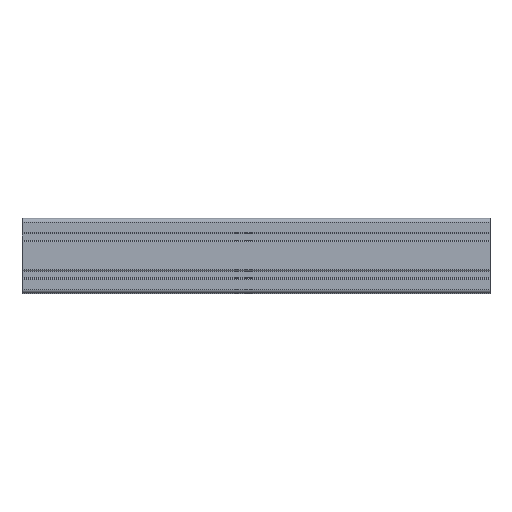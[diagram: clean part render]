
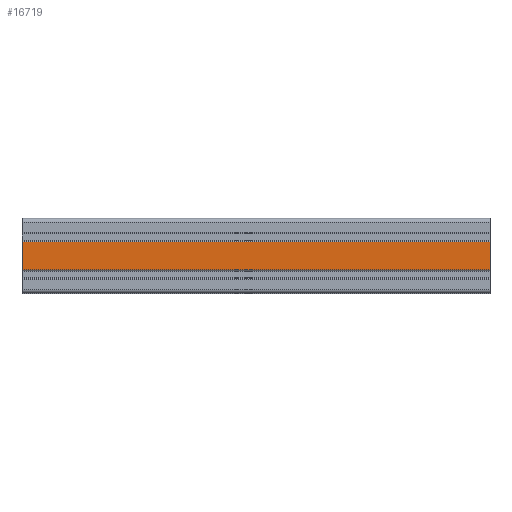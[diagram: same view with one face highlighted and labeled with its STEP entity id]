
A CAD part, top view. The second image highlights one B-rep face of the part: STEP entity #16719.
In plain terms, the highlighted planar face has unit normal (0, 0, 1).
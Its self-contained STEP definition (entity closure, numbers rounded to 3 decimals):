
#267 = VERTEX_POINT ( 'NONE', #2933 ) ;
#545 = EDGE_CURVE ( 'NONE', #14136, #267, #807, .T. ) ;
#548 = VECTOR ( 'NONE', #1686, 1000. ) ;
#566 = VECTOR ( 'NONE', #9660, 1000. ) ;
#673 = LINE ( 'NONE', #1959, #548 ) ;
#738 = CARTESIAN_POINT ( 'NONE',  ( 500., -15., -1120. ) ) ;
#807 = LINE ( 'NONE', #4930, #5840 ) ;
#1245 = CARTESIAN_POINT ( 'NONE',  ( 500., -15., -1120. ) ) ;
#1686 = DIRECTION ( 'NONE',  ( -1., 0., 0. ) ) ;
#1959 = CARTESIAN_POINT ( 'NONE',  ( 500., 15., -1120. ) ) ;
#2617 = LINE ( 'NONE', #1245, #566 ) ;
#2933 = CARTESIAN_POINT ( 'NONE',  ( 0., -15., -1120. ) ) ;
#3285 = LINE ( 'NONE', #16166, #10231 ) ;
#3910 = ORIENTED_EDGE ( 'NONE', *, *, #13641, .T. ) ;
#3968 = PLANE ( 'NONE',  #4996 ) ;
#4930 = CARTESIAN_POINT ( 'NONE',  ( 0., 15., -1120. ) ) ;
#4996 = AXIS2_PLACEMENT_3D ( 'NONE', #8353, #8436, #14014 ) ;
#5840 = VECTOR ( 'NONE', #13328, 1000. ) ;
#7570 = ORIENTED_EDGE ( 'NONE', *, *, #16292, .F. ) ;
#7853 = DIRECTION ( 'NONE',  ( 0., -1., 0. ) ) ;
#8046 = ORIENTED_EDGE ( 'NONE', *, *, #545, .T. ) ;
#8353 = CARTESIAN_POINT ( 'NONE',  ( 500., 15., -1120. ) ) ;
#8436 = DIRECTION ( 'NONE',  ( 0., 0., -1. ) ) ;
#9660 = DIRECTION ( 'NONE',  ( -1., 0., 0. ) ) ;
#9674 = EDGE_LOOP ( 'NONE', ( #8046, #12346, #7570, #3910 ) ) ;
#10231 = VECTOR ( 'NONE', #7853, 1000. ) ;
#10305 = CARTESIAN_POINT ( 'NONE',  ( 500., 15., -1120. ) ) ;
#12346 = ORIENTED_EDGE ( 'NONE', *, *, #15204, .F. ) ;
#13328 = DIRECTION ( 'NONE',  ( 0., -1., 0. ) ) ;
#13641 = EDGE_CURVE ( 'NONE', #17758, #14136, #673, .T. ) ;
#14014 = DIRECTION ( 'NONE',  ( -1., 0., 0. ) ) ;
#14136 = VERTEX_POINT ( 'NONE', #14716 ) ;
#14716 = CARTESIAN_POINT ( 'NONE',  ( 0., 15., -1120. ) ) ;
#15204 = EDGE_CURVE ( 'NONE', #16987, #267, #2617, .T. ) ;
#16166 = CARTESIAN_POINT ( 'NONE',  ( 500., 15., -1120. ) ) ;
#16292 = EDGE_CURVE ( 'NONE', #17758, #16987, #3285, .T. ) ;
#16664 = FACE_OUTER_BOUND ( 'NONE', #9674, .T. ) ;
#16719 = ADVANCED_FACE ( 'NONE', ( #16664 ), #3968, .F. ) ;
#16987 = VERTEX_POINT ( 'NONE', #738 ) ;
#17758 = VERTEX_POINT ( 'NONE', #10305 ) ;
